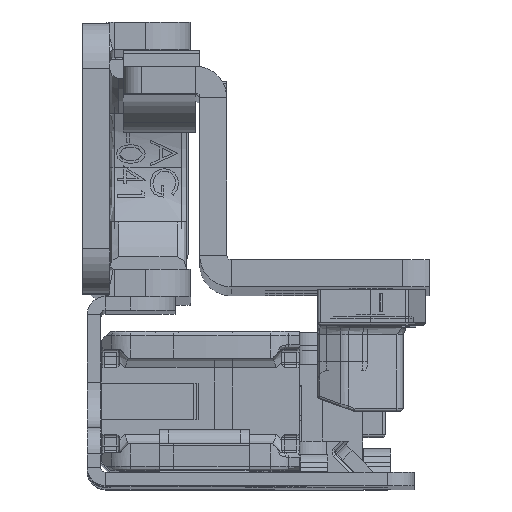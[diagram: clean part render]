
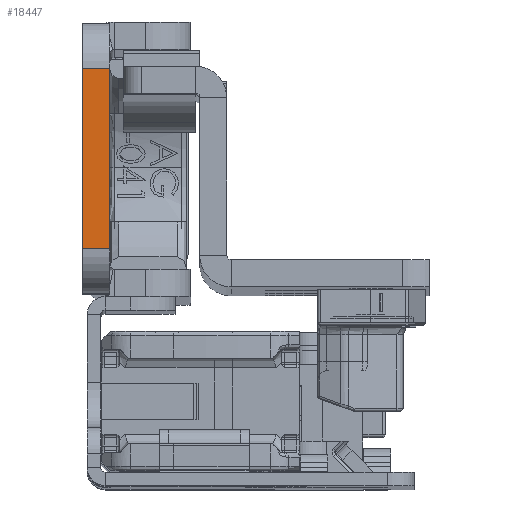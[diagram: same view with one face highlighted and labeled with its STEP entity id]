
A CAD part, top view. The second image highlights one B-rep face of the part: STEP entity #18447.
In plain terms, the highlighted planar face has unit normal (0, 0, 1).
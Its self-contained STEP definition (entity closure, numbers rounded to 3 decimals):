
#3487 = CARTESIAN_POINT ( 'NONE',  ( 3., 10., 0. ) ) ;
#3588 = LINE ( 'NONE', #25827, #44307 ) ;
#11126 = CARTESIAN_POINT ( 'NONE',  ( 0., -22.5, 0. ) ) ;
#13719 = ORIENTED_EDGE ( 'NONE', *, *, #36670, .F. ) ;
#14417 = EDGE_CURVE ( 'NONE', #71856, #69486, #61016, .T. ) ;
#16577 = ORIENTED_EDGE ( 'NONE', *, *, #67311, .F. ) ;
#16733 = DIRECTION ( 'NONE',  ( -1., 0., 0. ) ) ;
#18447 = ADVANCED_FACE ( 'NONE', ( #44770 ), #44042, .F. ) ;
#20743 = ORIENTED_EDGE ( 'NONE', *, *, #14417, .T. ) ;
#22464 = VERTEX_POINT ( 'NONE', #50660 ) ;
#23523 = CARTESIAN_POINT ( 'NONE',  ( 0., 10., 0. ) ) ;
#25369 = VECTOR ( 'NONE', #28256, 1000. ) ;
#25827 = CARTESIAN_POINT ( 'NONE',  ( 3., -10., 0. ) ) ;
#28256 = DIRECTION ( 'NONE',  ( 0., -1., 0. ) ) ;
#30239 = LINE ( 'NONE', #51374, #49093 ) ;
#32401 = CARTESIAN_POINT ( 'NONE',  ( 3., -22.5, 0. ) ) ;
#36670 = EDGE_CURVE ( 'NONE', #22464, #69486, #3588, .T. ) ;
#37069 = VERTEX_POINT ( 'NONE', #3487 ) ;
#43033 = AXIS2_PLACEMENT_3D ( 'NONE', #32401, #66609, #16733 ) ;
#44042 = PLANE ( 'NONE',  #43033 ) ;
#44307 = VECTOR ( 'NONE', #50097, 1000. ) ;
#44770 = FACE_OUTER_BOUND ( 'NONE', #45254, .T. ) ;
#45254 = EDGE_LOOP ( 'NONE', ( #13719, #16577, #49142, #20743 ) ) ;
#49093 = VECTOR ( 'NONE', #63718, 1000. ) ;
#49142 = ORIENTED_EDGE ( 'NONE', *, *, #61333, .T. ) ;
#50097 = DIRECTION ( 'NONE',  ( -1., 0., 0. ) ) ;
#50660 = CARTESIAN_POINT ( 'NONE',  ( 3., -10., 0. ) ) ;
#51374 = CARTESIAN_POINT ( 'NONE',  ( 3., -22.5, 0. ) ) ;
#51412 = LINE ( 'NONE', #68864, #66081 ) ;
#61016 = LINE ( 'NONE', #11126, #25369 ) ;
#61333 = EDGE_CURVE ( 'NONE', #37069, #71856, #51412, .T. ) ;
#62691 = DIRECTION ( 'NONE',  ( -1., 0., 0. ) ) ;
#63718 = DIRECTION ( 'NONE',  ( 0., -1., 0. ) ) ;
#66081 = VECTOR ( 'NONE', #62691, 1000. ) ;
#66609 = DIRECTION ( 'NONE',  ( 0., 0., -1. ) ) ;
#67311 = EDGE_CURVE ( 'NONE', #37069, #22464, #30239, .T. ) ;
#68856 = CARTESIAN_POINT ( 'NONE',  ( 0., -10., 0. ) ) ;
#68864 = CARTESIAN_POINT ( 'NONE',  ( 3., 10., 0. ) ) ;
#69486 = VERTEX_POINT ( 'NONE', #68856 ) ;
#71856 = VERTEX_POINT ( 'NONE', #23523 ) ;
